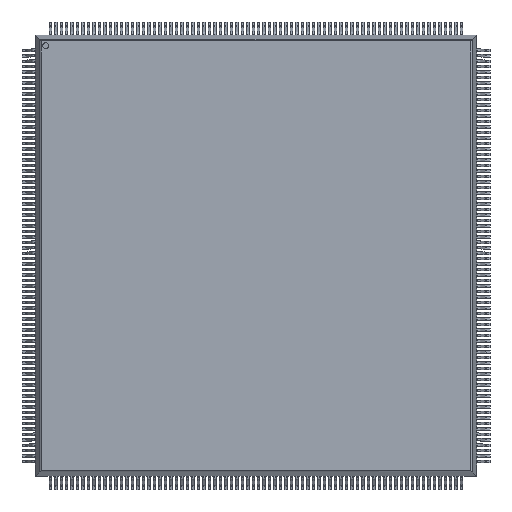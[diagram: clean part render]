
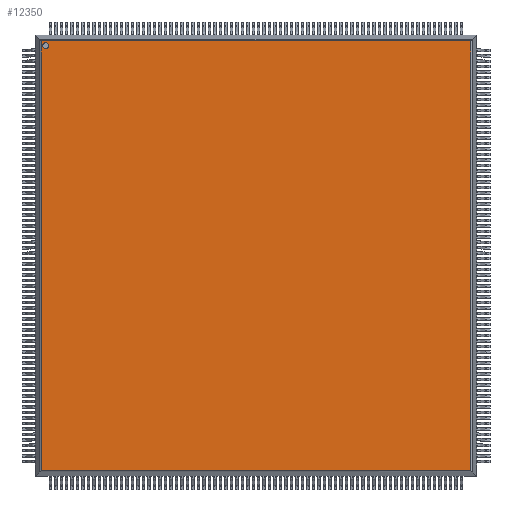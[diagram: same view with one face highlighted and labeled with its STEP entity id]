
A CAD part, top view. The second image highlights one B-rep face of the part: STEP entity #12350.
In plain terms, the highlighted planar face has unit normal (0, 0, 1).
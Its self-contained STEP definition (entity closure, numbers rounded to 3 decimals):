
#12300=CARTESIAN_POINT('',(-19.172,18.908,4.38));
#12301=VERTEX_POINT('',#12300);
#12302=CARTESIAN_POINT('',(-19.172,19.172,4.38));
#12303=DIRECTION('',(0.0,-0.0,1.0));
#12304=DIRECTION('',(0.0,-1.0,-0.0));
#12305=AXIS2_PLACEMENT_3D('',#12302,#12303,#12304);
#12306=CIRCLE('',#12305,0.264);
#12307=EDGE_CURVE('n� 674',#12301,#12301,#12306,.T.);
#12308=ORIENTED_EDGE('',*,*,#12307,.F.);
#12309=EDGE_LOOP('',(#12308));
#12310=FACE_OUTER_BOUND('',#12309,.T.);
#12311=CARTESIAN_POINT('',(-19.591,19.591,4.38));
#12312=VERTEX_POINT('',#12311);
#12313=CARTESIAN_POINT('',(-19.591,-19.591,4.38));
#12314=VERTEX_POINT('',#12313);
#12315=CARTESIAN_POINT('',(-19.591,-19.672,4.38));
#12316=DIRECTION('',(0.0,-1.0,-0.0));
#12317=VECTOR('',#12316,1.0);
#12318=LINE('',#12315,#12317);
#12319=EDGE_CURVE('n� 467',#12312,#12314,#12318,.T.);
#12320=ORIENTED_EDGE('',*,*,#12319,.T.);
#12321=CARTESIAN_POINT('',(19.591,-19.591,4.38));
#12322=VERTEX_POINT('',#12321);
#12323=CARTESIAN_POINT('',(19.672,-19.591,4.38));
#12324=DIRECTION('',(1.0,0.0,0.0));
#12325=VECTOR('',#12324,1.0);
#12326=LINE('',#12323,#12325);
#12327=EDGE_CURVE('n� 470',#12314,#12322,#12326,.T.);
#12328=ORIENTED_EDGE('',*,*,#12327,.T.);
#12329=CARTESIAN_POINT('',(19.591,19.591,4.38));
#12330=VERTEX_POINT('',#12329);
#12331=CARTESIAN_POINT('',(19.591,19.672,4.38));
#12332=DIRECTION('',(-0.0,1.0,0.0));
#12333=VECTOR('',#12332,1.0);
#12334=LINE('',#12331,#12333);
#12335=EDGE_CURVE('n� 459',#12322,#12330,#12334,.T.);
#12336=ORIENTED_EDGE('',*,*,#12335,.T.);
#12337=CARTESIAN_POINT('',(-19.672,19.591,4.38));
#12338=DIRECTION('',(-1.0,-0.0,0.0));
#12339=VECTOR('',#12338,1.0);
#12340=LINE('',#12337,#12339);
#12341=EDGE_CURVE('n� 463',#12330,#12312,#12340,.T.);
#12342=ORIENTED_EDGE('',*,*,#12341,.T.);
#12343=EDGE_LOOP('',(#12320,#12328,#12336,#12342));
#12344=FACE_BOUND('',#12343,.T.);
#12345=CARTESIAN_POINT('',(-20.1,20.1,4.38));
#12346=DIRECTION('',(0.0,0.0,-1.0));
#12347=DIRECTION('',(0.0,1.0,0.0));
#12348=AXIS2_PLACEMENT_3D('',#12345,#12346,#12347);
#12349=PLANE('',#12348);
#12350=ADVANCED_FACE('n� 1',(#12310,#12344),#12349,.F.);
